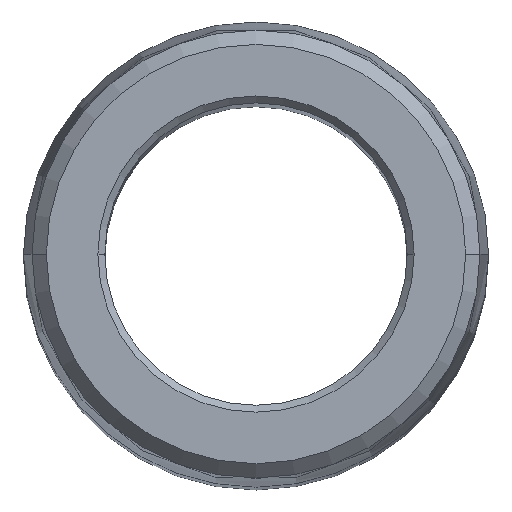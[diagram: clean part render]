
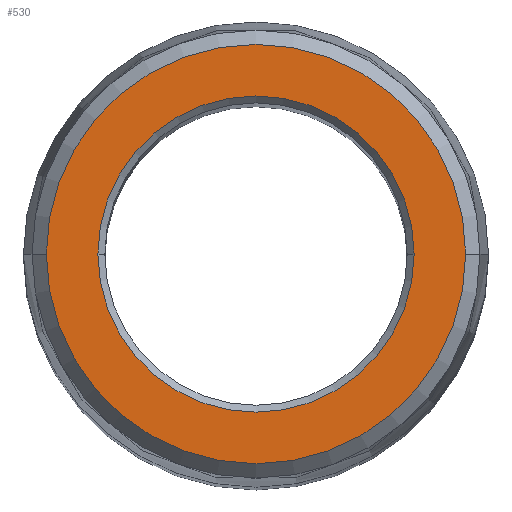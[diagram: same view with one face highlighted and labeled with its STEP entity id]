
A CAD part, top view. The second image highlights one B-rep face of the part: STEP entity #530.
In plain terms, the highlighted planar face has unit normal (0, 0, 1).
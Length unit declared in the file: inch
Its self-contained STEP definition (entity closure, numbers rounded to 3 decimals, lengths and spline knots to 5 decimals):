
#14 = CARTESIAN_POINT ( 'NONE',  ( -0.37864, 0., 4. ) ) ;
#20 = CIRCLE ( 'NONE', #187, 0.37864 ) ;
#38 = FACE_BOUND ( 'NONE', #266, .T. ) ;
#46 = AXIS2_PLACEMENT_3D ( 'NONE', #306, #263, #54 ) ;
#54 = DIRECTION ( 'NONE',  ( 1., 0., 0. ) ) ;
#59 = EDGE_LOOP ( 'NONE', ( #436, #295 ) ) ;
#74 = CARTESIAN_POINT ( 'NONE',  ( -0.2855, 0., 4. ) ) ;
#75 = EDGE_CURVE ( 'NONE', #250, #252, #532, .T. ) ;
#81 = ORIENTED_EDGE ( 'NONE', *, *, #75, .T. ) ;
#82 = DIRECTION ( 'NONE',  ( 0., 0., -1. ) ) ;
#85 = CARTESIAN_POINT ( 'NONE',  ( 0., 0., 4. ) ) ;
#158 = CARTESIAN_POINT ( 'NONE',  ( 0., 0., 4. ) ) ;
#166 = CARTESIAN_POINT ( 'NONE',  ( 0., 0., 4. ) ) ;
#187 = AXIS2_PLACEMENT_3D ( 'NONE', #158, #316, #497 ) ;
#200 = CARTESIAN_POINT ( 'NONE',  ( 0., 0., 4. ) ) ;
#250 = VERTEX_POINT ( 'NONE', #74 ) ;
#252 = VERTEX_POINT ( 'NONE', #354 ) ;
#263 = DIRECTION ( 'NONE',  ( 0., 0., -1. ) ) ;
#266 = EDGE_LOOP ( 'NONE', ( #292, #81 ) ) ;
#280 = CARTESIAN_POINT ( 'NONE',  ( 0.37864, 0., 4. ) ) ;
#292 = ORIENTED_EDGE ( 'NONE', *, *, #464, .T. ) ;
#295 = ORIENTED_EDGE ( 'NONE', *, *, #342, .T. ) ;
#306 = CARTESIAN_POINT ( 'NONE',  ( 0., 0., 4. ) ) ;
#316 = DIRECTION ( 'NONE',  ( 0., 0., 1. ) ) ;
#328 = DIRECTION ( 'NONE',  ( 1., 0., 0. ) ) ;
#342 = EDGE_CURVE ( 'NONE', #366, #533, #355, .T. ) ;
#354 = CARTESIAN_POINT ( 'NONE',  ( 0.2855, 0., 4. ) ) ;
#355 = CIRCLE ( 'NONE', #430, 0.37864 ) ;
#358 = DIRECTION ( 'NONE',  ( 0., 0., 1. ) ) ;
#362 = EDGE_CURVE ( 'NONE', #533, #366, #20, .T. ) ;
#364 = FACE_OUTER_BOUND ( 'NONE', #59, .T. ) ;
#366 = VERTEX_POINT ( 'NONE', #280 ) ;
#398 = DIRECTION ( 'NONE',  ( 1., 0., 0. ) ) ;
#415 = DIRECTION ( 'NONE',  ( 1., 0., 0. ) ) ;
#425 = AXIS2_PLACEMENT_3D ( 'NONE', #85, #82, #328 ) ;
#430 = AXIS2_PLACEMENT_3D ( 'NONE', #200, #358, #398 ) ;
#436 = ORIENTED_EDGE ( 'NONE', *, *, #362, .T. ) ;
#464 = EDGE_CURVE ( 'NONE', #252, #250, #472, .T. ) ;
#472 = CIRCLE ( 'NONE', #425, 0.2855 ) ;
#496 = AXIS2_PLACEMENT_3D ( 'NONE', #166, #519, #415 ) ;
#497 = DIRECTION ( 'NONE',  ( 1., 0., 0. ) ) ;
#519 = DIRECTION ( 'NONE',  ( 0., 0., 1. ) ) ;
#530 = ADVANCED_FACE ( 'NONE', ( #38, #364 ), #549, .T. ) ;
#532 = CIRCLE ( 'NONE', #46, 0.2855 ) ;
#533 = VERTEX_POINT ( 'NONE', #14 ) ;
#549 = PLANE ( 'NONE',  #496 ) ;
